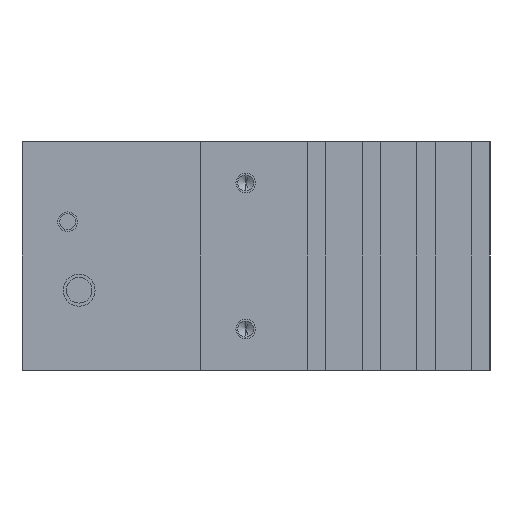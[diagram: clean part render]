
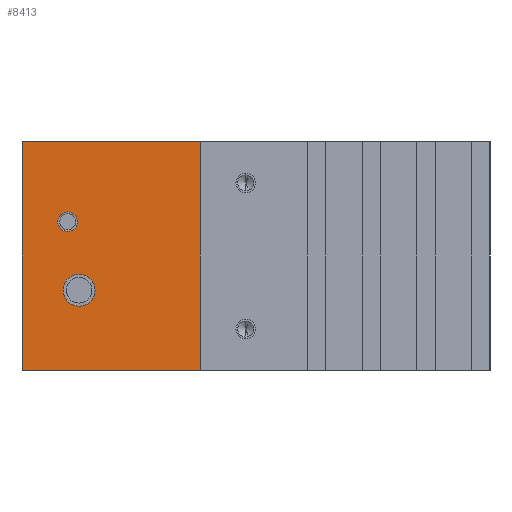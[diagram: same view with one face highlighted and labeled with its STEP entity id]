
A CAD part, left-side view. The second image highlights one B-rep face of the part: STEP entity #8413.
In plain terms, the highlighted planar face has unit normal (-1, 0, 0).
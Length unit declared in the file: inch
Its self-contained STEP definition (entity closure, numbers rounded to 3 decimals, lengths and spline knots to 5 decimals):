
#151 = VECTOR ( 'NONE', #15139, 39.37008 ) ;
#585 = AXIS2_PLACEMENT_3D ( 'NONE', #11731, #3975, #14513 ) ;
#744 = EDGE_CURVE ( 'NONE', #3959, #2057, #15945, .T. ) ;
#930 = DIRECTION ( 'NONE',  ( 0., 0., 1. ) ) ;
#1169 = CIRCLE ( 'NONE', #5852, 0.043 ) ;
#1434 = CIRCLE ( 'NONE', #585, 0.07 ) ;
#1502 = CARTESIAN_POINT ( 'NONE',  ( -0.5, 1., -0.08 ) ) ;
#1529 = ORIENTED_EDGE ( 'NONE', *, *, #14607, .T. ) ;
#1622 = VERTEX_POINT ( 'NONE', #5666 ) ;
#2057 = VERTEX_POINT ( 'NONE', #1502 ) ;
#2311 = FACE_BOUND ( 'NONE', #16042, .T. ) ;
#2928 = DIRECTION ( 'NONE',  ( 0., -1., 0. ) ) ;
#2939 = DIRECTION ( 'NONE',  ( -1., 0., 0. ) ) ;
#3470 = CARTESIAN_POINT ( 'NONE',  ( -0.5, 1.25, 0.5 ) ) ;
#3681 = ORIENTED_EDGE ( 'NONE', *, *, #5967, .F. ) ;
#3727 = VERTEX_POINT ( 'NONE', #11165 ) ;
#3959 = VERTEX_POINT ( 'NONE', #6135 ) ;
#3975 = DIRECTION ( 'NONE',  ( -1., 0., 0. ) ) ;
#4322 = EDGE_LOOP ( 'NONE', ( #7849, #11255 ) ) ;
#4388 = DIRECTION ( 'NONE',  ( -1., 0., 0. ) ) ;
#4902 = EDGE_CURVE ( 'NONE', #14984, #14478, #13468, .T. ) ;
#4995 = PLANE ( 'NONE',  #13422 ) ;
#5010 = VECTOR ( 'NONE', #2928, 39.37008 ) ;
#5516 = EDGE_CURVE ( 'NONE', #2057, #3959, #1434, .T. ) ;
#5638 = CARTESIAN_POINT ( 'NONE',  ( -0.5, 1.25, -0.5 ) ) ;
#5666 = CARTESIAN_POINT ( 'NONE',  ( -0.5, 1.05, 0.107 ) ) ;
#5696 = EDGE_CURVE ( 'NONE', #1622, #12270, #14757, .T. ) ;
#5852 = AXIS2_PLACEMENT_3D ( 'NONE', #6474, #11887, #930 ) ;
#5868 = ORIENTED_EDGE ( 'NONE', *, *, #6673, .F. ) ;
#5967 = EDGE_CURVE ( 'NONE', #12270, #1622, #1169, .T. ) ;
#6135 = CARTESIAN_POINT ( 'NONE',  ( -0.5, 1., -0.22 ) ) ;
#6474 = CARTESIAN_POINT ( 'NONE',  ( -0.5, 1.05, 0.15 ) ) ;
#6673 = EDGE_CURVE ( 'NONE', #14984, #15296, #13925, .T. ) ;
#7615 = FACE_BOUND ( 'NONE', #4322, .T. ) ;
#7697 = CARTESIAN_POINT ( 'NONE',  ( -0.5, 1.25, 0.5 ) ) ;
#7739 = CARTESIAN_POINT ( 'NONE',  ( -0.5, 0.47, 0.5 ) ) ;
#7849 = ORIENTED_EDGE ( 'NONE', *, *, #5516, .F. ) ;
#7885 = VECTOR ( 'NONE', #14364, 39.37008 ) ;
#8087 = AXIS2_PLACEMENT_3D ( 'NONE', #9378, #4388, #13472 ) ;
#8114 = VECTOR ( 'NONE', #13765, 39.37008 ) ;
#8142 = ORIENTED_EDGE ( 'NONE', *, *, #5696, .F. ) ;
#8413 = ADVANCED_FACE ( 'NONE', ( #2311, #7615, #12934 ), #4995, .F. ) ;
#8528 = CARTESIAN_POINT ( 'NONE',  ( -0.5, 1.25, 0.5 ) ) ;
#8617 = CARTESIAN_POINT ( 'NONE',  ( -0.5, 1.25, 0.5 ) ) ;
#9378 = CARTESIAN_POINT ( 'NONE',  ( -0.5, 1.05, 0.15 ) ) ;
#9978 = CARTESIAN_POINT ( 'NONE',  ( -0.5, 1., -0.15 ) ) ;
#10096 = LINE ( 'NONE', #3470, #151 ) ;
#11165 = CARTESIAN_POINT ( 'NONE',  ( -0.5, 0.47, 0.5 ) ) ;
#11255 = ORIENTED_EDGE ( 'NONE', *, *, #744, .F. ) ;
#11706 = DIRECTION ( 'NONE',  ( 0., 0., -1. ) ) ;
#11731 = CARTESIAN_POINT ( 'NONE',  ( -0.5, 1., -0.15 ) ) ;
#11887 = DIRECTION ( 'NONE',  ( -1., 0., 0. ) ) ;
#12270 = VERTEX_POINT ( 'NONE', #16159 ) ;
#12339 = AXIS2_PLACEMENT_3D ( 'NONE', #9978, #2939, #14148 ) ;
#12934 = FACE_OUTER_BOUND ( 'NONE', #17127, .T. ) ;
#13422 = AXIS2_PLACEMENT_3D ( 'NONE', #7697, #15616, #11706 ) ;
#13468 = LINE ( 'NONE', #15893, #5010 ) ;
#13472 = DIRECTION ( 'NONE',  ( 0., 0., 1. ) ) ;
#13593 = CARTESIAN_POINT ( 'NONE',  ( -0.5, 0.47, -0.5 ) ) ;
#13765 = DIRECTION ( 'NONE',  ( 0., 0., 1. ) ) ;
#13925 = LINE ( 'NONE', #8528, #8114 ) ;
#14148 = DIRECTION ( 'NONE',  ( 0., 0., 1. ) ) ;
#14281 = LINE ( 'NONE', #7739, #7885 ) ;
#14364 = DIRECTION ( 'NONE',  ( 0., 0., 1. ) ) ;
#14478 = VERTEX_POINT ( 'NONE', #13593 ) ;
#14513 = DIRECTION ( 'NONE',  ( 0., 0., 1. ) ) ;
#14607 = EDGE_CURVE ( 'NONE', #14478, #3727, #14281, .T. ) ;
#14757 = CIRCLE ( 'NONE', #8087, 0.043 ) ;
#14984 = VERTEX_POINT ( 'NONE', #5638 ) ;
#15139 = DIRECTION ( 'NONE',  ( 0., -1., 0. ) ) ;
#15296 = VERTEX_POINT ( 'NONE', #8617 ) ;
#15616 = DIRECTION ( 'NONE',  ( 1., 0., 0. ) ) ;
#15893 = CARTESIAN_POINT ( 'NONE',  ( -0.5, 1.25, -0.5 ) ) ;
#15945 = CIRCLE ( 'NONE', #12339, 0.07 ) ;
#15984 = ORIENTED_EDGE ( 'NONE', *, *, #4902, .T. ) ;
#16042 = EDGE_LOOP ( 'NONE', ( #3681, #8142 ) ) ;
#16159 = CARTESIAN_POINT ( 'NONE',  ( -0.5, 1.05, 0.193 ) ) ;
#16589 = EDGE_CURVE ( 'NONE', #15296, #3727, #10096, .T. ) ;
#17127 = EDGE_LOOP ( 'NONE', ( #15984, #1529, #17166, #5868 ) ) ;
#17166 = ORIENTED_EDGE ( 'NONE', *, *, #16589, .F. ) ;
